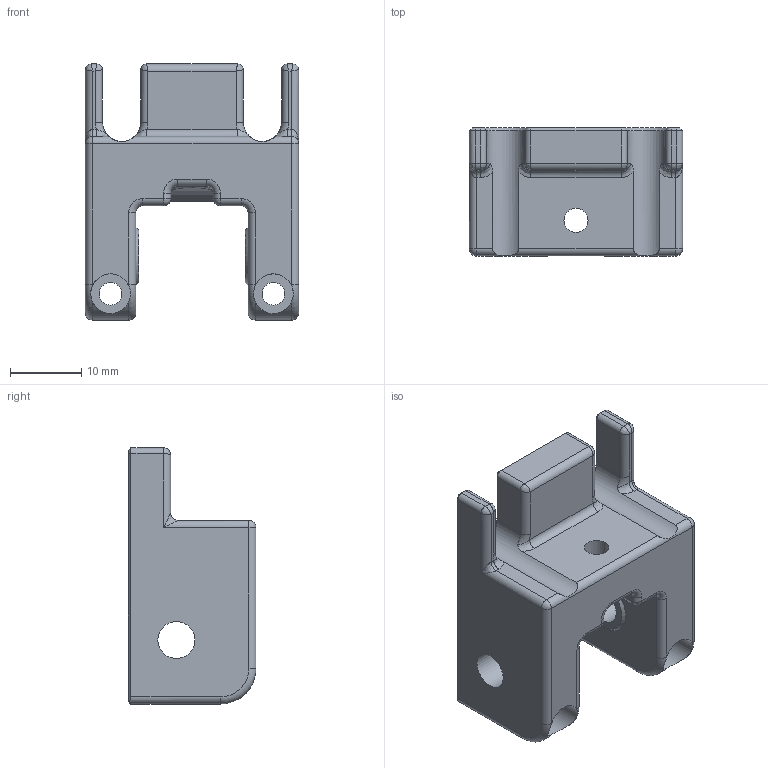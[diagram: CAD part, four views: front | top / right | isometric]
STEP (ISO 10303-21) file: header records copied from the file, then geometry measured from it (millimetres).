
FILE_DESCRIPTION (( 'STEP AP214' ), '1' );
FILE_NAME ('Z Tensioner 9mm.STEP', '2024-03-22T18:35:27', ( '' ), ( '' ), 'SwSTEP 2.0', 'SolidWorks 2024', '' );
FILE_SCHEMA (( 'AUTOMOTIVE_DESIGN' ));
Length unit declared in the file: millimetre
Products named in the file (1): Z Tensioner 9mm
Bounding box: 30 x 18 x 36.03 mm (x, y, z)
Volume: 8866.4 mm3; surface area: 4876 mm2
Topology: 1 solids, 1 shells, 181 faces, 443 edges, 250 vertices
Faces by surface type: plane 69, cylinder 61, bspline 19, torus 18, cone 10, sphere 4
Full cylindrical faces by diameter (mm): 3.2 x2, 3.4 x1, 4.7 x2, 5.2 x2, 5.6 x2, 6 x1
Entity records: 6209 total; most frequent: CARTESIAN_POINT 2264, ORIENTED_EDGE 820, DIRECTION 780, EDGE_CURVE 410, AXIS2_PLACEMENT_3D 291, VERTEX_POINT 245, EDGE_LOOP 205, LINE 198
